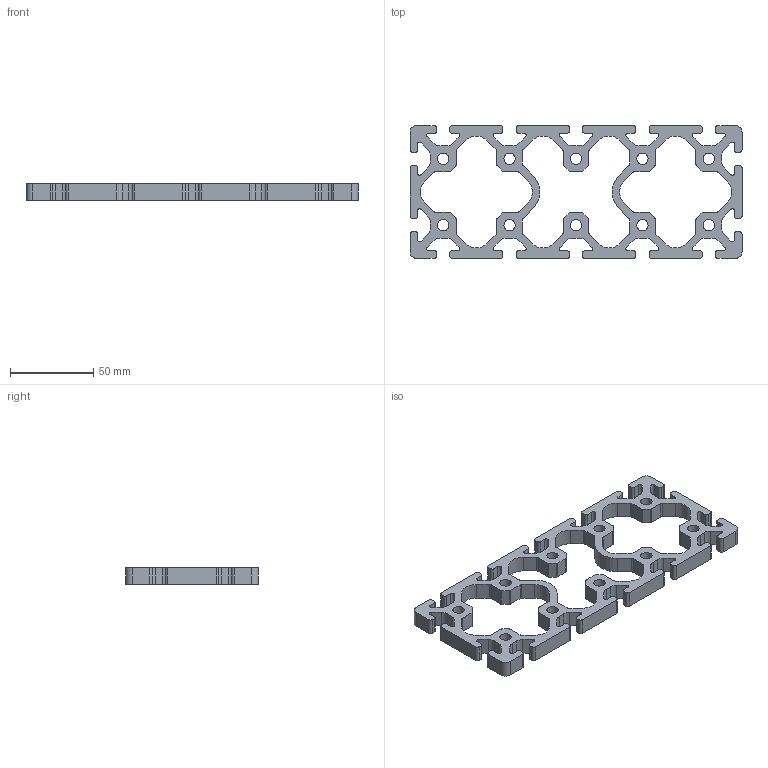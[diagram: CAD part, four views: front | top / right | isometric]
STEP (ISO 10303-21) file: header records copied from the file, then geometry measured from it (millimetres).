
FILE_DESCRIPTION(/* description */ (''),/* implementation_level */ '2;1');
FILE_NAME(/* name */ '1025886.step',/* time_stamp */ '2023-08-25T08:42:22+02:00',/* author */ (''),/* organization */ (''),/* preprocessor_version */ 'ST-DEVELOPER v20',/* originating_system */ 'Autodesk Translation Framework v12.9.0.99',/* authorisation */ '');
FILE_SCHEMA (('AUTOMOTIVE_DESIGN { 1 0 10303 214 3 1 1 }'));
Length unit declared in the file: millimetre
Products named in the file (1): (Unsaved)
Bounding box: 200 x 80 x 10 mm (x, y, z)
Volume: 56185.1 mm3; surface area: 31653.1 mm2
Topology: 1 solids, 1 shells, 376 faces, 1122 edges, 748 vertices
Faces by surface type: cylinder 192, plane 184
Full cylindrical faces by diameter (mm): 6.8 x10
Entity records: 12835 total; most frequent: DIRECTION 2260, CARTESIAN_POINT 2247, ORIENTED_EDGE 2244, EDGE_CURVE 1122, AXIS2_PLACEMENT_3D 761, VERTEX_POINT 748, LINE 738, VECTOR 738
